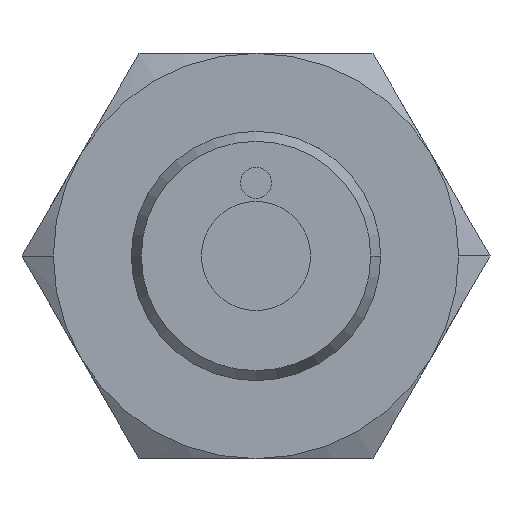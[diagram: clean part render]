
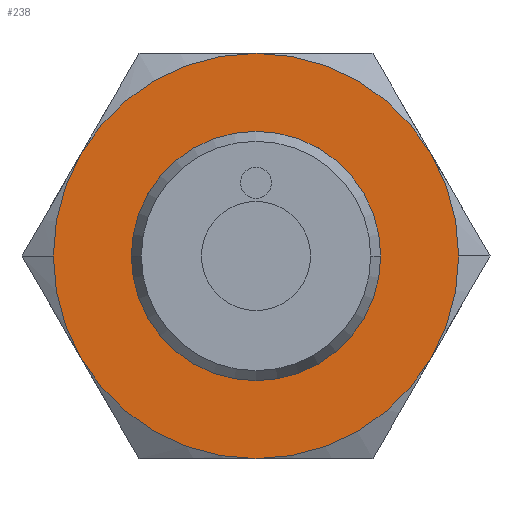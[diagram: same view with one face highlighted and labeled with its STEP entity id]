
A CAD part, front view. The second image highlights one B-rep face of the part: STEP entity #238.
In plain terms, the highlighted planar face has unit normal (0, -1, 0).
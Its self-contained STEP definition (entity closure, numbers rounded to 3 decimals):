
#238=ADVANCED_FACE('',(#385,#386),#387,.T.);
#385=FACE_OUTER_BOUND('',#539,.T.);
#386=FACE_BOUND('',#540,.T.);
#387=PLANE('',#541);
#539=EDGE_LOOP('',(#1017,#1018,#1019,#1020,#1021,#1022,#1023,#1024));
#540=EDGE_LOOP('',(#1025,#1026));
#541=AXIS2_PLACEMENT_3D('',#1027,#1028,#1029);
#1017=ORIENTED_EDGE('',*,*,#1211,.F.);
#1018=ORIENTED_EDGE('',*,*,#1197,.F.);
#1019=ORIENTED_EDGE('',*,*,#1200,.F.);
#1020=ORIENTED_EDGE('',*,*,#1202,.F.);
#1021=ORIENTED_EDGE('',*,*,#1195,.F.);
#1022=ORIENTED_EDGE('',*,*,#1206,.F.);
#1023=ORIENTED_EDGE('',*,*,#1209,.F.);
#1024=ORIENTED_EDGE('',*,*,#1191,.F.);
#1025=ORIENTED_EDGE('',*,*,#1231,.T.);
#1026=ORIENTED_EDGE('',*,*,#1175,.T.);
#1027=CARTESIAN_POINT('',(5.25,-8.0,0.0));
#1028=DIRECTION('',(0.0,-1.0,0.0));
#1029=DIRECTION('',(-1.0,0.0,0.0));
#1175=EDGE_CURVE('',#1383,#1380,#1384,.T.);
#1191=EDGE_CURVE('',#1410,#1413,#1414,.T.);
#1195=EDGE_CURVE('',#1419,#1417,#1421,.T.);
#1197=EDGE_CURVE('',#1423,#1425,#1426,.T.);
#1200=EDGE_CURVE('',#1429,#1423,#1431,.T.);
#1202=EDGE_CURVE('',#1417,#1429,#1433,.T.);
#1206=EDGE_CURVE('',#1437,#1419,#1439,.T.);
#1209=EDGE_CURVE('',#1413,#1437,#1443,.T.);
#1211=EDGE_CURVE('',#1425,#1410,#1445,.T.);
#1231=EDGE_CURVE('',#1380,#1383,#1473,.T.);
#1380=VERTEX_POINT('',#1912);
#1383=VERTEX_POINT('',#1916);
#1384=CIRCLE('',#1917,4.0);
#1410=VERTEX_POINT('',#1972);
#1413=VERTEX_POINT('',#1976);
#1414=CIRCLE('',#1977,6.5);
#1417=VERTEX_POINT('',#1991);
#1419=VERTEX_POINT('',#1994);
#1421=CIRCLE('',#2007,6.5);
#1423=VERTEX_POINT('',#2009);
#1425=VERTEX_POINT('',#2022);
#1426=CIRCLE('',#2023,6.5);
#1429=VERTEX_POINT('',#2037);
#1431=CIRCLE('',#2050,6.5);
#1433=CIRCLE('',#2063,6.5);
#1437=VERTEX_POINT('',#2089);
#1439=CIRCLE('',#2102,6.5);
#1443=CIRCLE('',#2128,6.5);
#1445=CIRCLE('',#2141,6.5);
#1473=CIRCLE('',#2279,4.0);
#1912=CARTESIAN_POINT('',(4.0,-8.0,0.0));
#1916=CARTESIAN_POINT('',(-4.0,-8.0,0.));
#1917=AXIS2_PLACEMENT_3D('',#2439,#2440,#2441);
#1972=CARTESIAN_POINT('',(6.5,-8.0,0.));
#1976=CARTESIAN_POINT('',(5.629,-8.0,-3.25));
#1977=AXIS2_PLACEMENT_3D('',#2465,#2466,#2467);
#1991=CARTESIAN_POINT('',(-6.5,-8.0,0.));
#1994=CARTESIAN_POINT('',(-5.629,-8.0,-3.25));
#2007=AXIS2_PLACEMENT_3D('',#2469,#2470,#2471);
#2009=CARTESIAN_POINT('',(0.,-8.0,6.5));
#2022=CARTESIAN_POINT('',(5.629,-8.0,3.25));
#2023=AXIS2_PLACEMENT_3D('',#2472,#2473,#2474);
#2037=CARTESIAN_POINT('',(-5.629,-8.0,3.25));
#2050=AXIS2_PLACEMENT_3D('',#2475,#2476,#2477);
#2063=AXIS2_PLACEMENT_3D('',#2478,#2479,#2480);
#2089=CARTESIAN_POINT('',(0.0,-8.0,-6.5));
#2102=AXIS2_PLACEMENT_3D('',#2481,#2482,#2483);
#2128=AXIS2_PLACEMENT_3D('',#2484,#2485,#2486);
#2141=AXIS2_PLACEMENT_3D('',#2487,#2488,#2489);
#2279=AXIS2_PLACEMENT_3D('',#2517,#2518,#2519);
#2439=CARTESIAN_POINT('',(0.0,-8.0,0.0));
#2440=DIRECTION('',(0.0,1.0,0.0));
#2441=DIRECTION('',(1.0,0.0,0.0));
#2465=CARTESIAN_POINT('',(0.0,-8.0,0.0));
#2466=DIRECTION('',(0.0,1.0,0.0));
#2467=DIRECTION('',(1.0,0.0,0.0));
#2469=CARTESIAN_POINT('',(0.0,-8.0,0.0));
#2470=DIRECTION('',(0.0,1.0,0.0));
#2471=DIRECTION('',(1.0,0.0,0.0));
#2472=CARTESIAN_POINT('',(0.0,-8.0,0.0));
#2473=DIRECTION('',(0.0,1.0,0.0));
#2474=DIRECTION('',(1.0,0.0,0.0));
#2475=CARTESIAN_POINT('',(0.0,-8.0,0.0));
#2476=DIRECTION('',(0.0,1.0,0.0));
#2477=DIRECTION('',(1.0,0.0,0.0));
#2478=CARTESIAN_POINT('',(0.0,-8.0,0.0));
#2479=DIRECTION('',(0.0,1.0,0.0));
#2480=DIRECTION('',(1.0,0.0,0.0));
#2481=CARTESIAN_POINT('',(0.0,-8.0,0.0));
#2482=DIRECTION('',(0.0,1.0,0.0));
#2483=DIRECTION('',(1.0,0.0,0.0));
#2484=CARTESIAN_POINT('',(0.0,-8.0,0.0));
#2485=DIRECTION('',(0.0,1.0,0.0));
#2486=DIRECTION('',(1.0,0.0,0.0));
#2487=CARTESIAN_POINT('',(0.0,-8.0,0.0));
#2488=DIRECTION('',(0.0,1.0,0.0));
#2489=DIRECTION('',(1.0,0.0,0.0));
#2517=CARTESIAN_POINT('',(0.0,-8.0,0.0));
#2518=DIRECTION('',(0.0,1.0,0.0));
#2519=DIRECTION('',(1.0,0.0,0.0));
